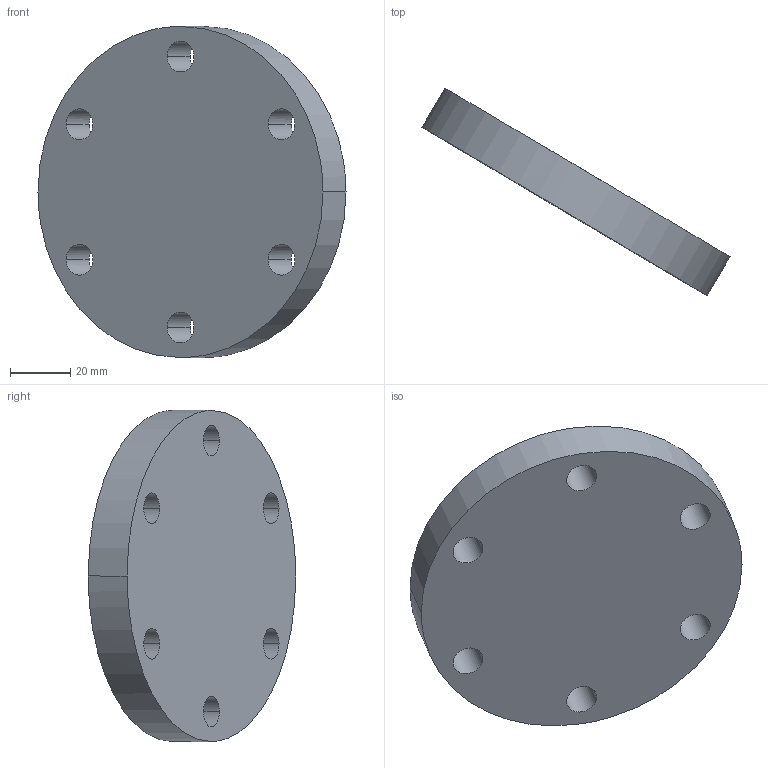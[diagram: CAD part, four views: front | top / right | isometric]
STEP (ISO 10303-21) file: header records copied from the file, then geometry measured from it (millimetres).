
FILE_DESCRIPTION (( 'STEP AP203' ), '1' );
FILE_NAME ('686-11 brida ciega.STEP', '2021-07-21T20:05:49', ( '' ), ( '' ), 'SwSTEP 2.0', 'SolidWorks 2018', '' );
FILE_SCHEMA (( 'CONFIG_CONTROL_DESIGN' ));
Length unit declared in the file: millimetre
Products named in the file (1): 686-11 brida ciega
Bounding box: 102.32 x 68.91 x 110 mm (x, y, z)
Volume: 123301.8 mm3; surface area: 26880.5 mm2
Topology: 1 solids, 1 shells, 19 faces, 80 edges, 64 vertices
Faces by surface type: bspline 19
Entity records: 1847 total; most frequent: CARTESIAN_POINT 1297, ORIENTED_EDGE 160, EDGE_CURVE 80, B_SPLINE_CURVE_WITH_KNOTS 76, VERTEX_POINT 64, EDGE_LOOP 32, FACE_OUTER_BOUND 19, ADVANCED_FACE 19
